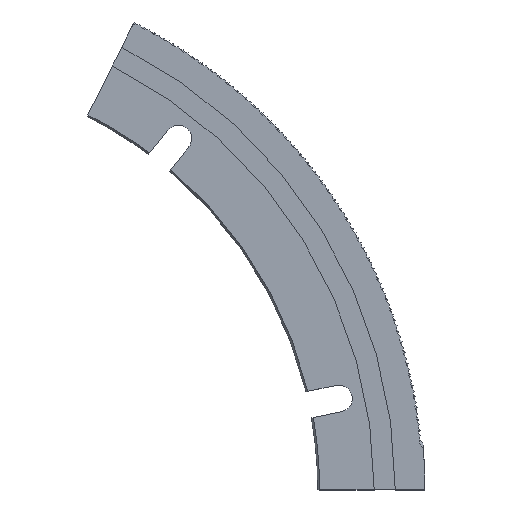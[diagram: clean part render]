
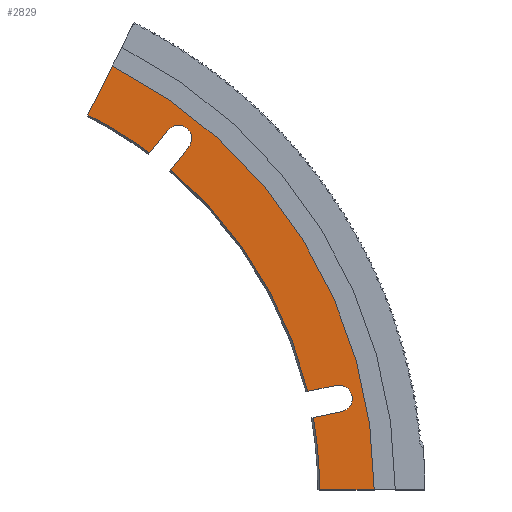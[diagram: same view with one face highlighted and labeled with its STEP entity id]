
A CAD part, top view. The second image highlights one B-rep face of the part: STEP entity #2829.
In plain terms, the highlighted planar face has unit normal (0, 0, 1).
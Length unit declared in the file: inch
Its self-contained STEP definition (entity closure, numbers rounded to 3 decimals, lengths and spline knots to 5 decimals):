
#5 = VERTEX_POINT ( 'NONE', #988 ) ;
#18 = CARTESIAN_POINT ( 'NONE',  ( 7.15865, 1.49209, 0. ) ) ;
#62 = EDGE_CURVE ( 'NONE', #4564, #2719, #5042, .T. ) ;
#79 = DIRECTION ( 'NONE',  ( -0.979, -0.204, 0. ) ) ;
#196 = EDGE_CURVE ( 'NONE', #4395, #4564, #1499, .T. ) ;
#241 = DIRECTION ( 'NONE',  ( 0., 0., 1. ) ) ;
#251 = AXIS2_PLACEMENT_3D ( 'NONE', #5383, #1678, #3016 ) ;
#261 = AXIS2_PLACEMENT_3D ( 'NONE', #18, #5516, #1384 ) ;
#283 = VECTOR ( 'NONE', #501, 39.37008 ) ;
#302 = CARTESIAN_POINT ( 'NONE',  ( 7.15865, 1.49209, 0. ) ) ;
#308 = VERTEX_POINT ( 'NONE', #2401 ) ;
#349 = EDGE_CURVE ( 'NONE', #5, #4668, #357, .T. ) ;
#350 = CIRCLE ( 'NONE', #251, 6.8435 ) ;
#357 = LINE ( 'NONE', #5799, #3906 ) ;
#396 = EDGE_LOOP ( 'NONE', ( #601, #5075, #4313, #5341, #5142, #487, #5664, #1875, #2182, #1249, #4068, #3660, #3474, #5529 ) ) ;
#430 = CARTESIAN_POINT ( 'NONE',  ( 3.46196, 6.91645, 0. ) ) ;
#487 = ORIENTED_EDGE ( 'NONE', *, *, #3483, .F. ) ;
#501 = DIRECTION ( 'NONE',  ( 0.448, 0.894, 0. ) ) ;
#580 = CARTESIAN_POINT ( 'NONE',  ( 4.75724, 5.73365, 0. ) ) ;
#601 = ORIENTED_EDGE ( 'NONE', *, *, #1058, .F. ) ;
#631 = DIRECTION ( 'NONE',  ( 0., 0., -1. ) ) ;
#656 = CIRCLE ( 'NONE', #2604, 0.21875 ) ;
#988 = CARTESIAN_POINT ( 'NONE',  ( 4.71001, 5.59789, 0. ) ) ;
#1058 = EDGE_CURVE ( 'NONE', #5395, #2719, #5649, .T. ) ;
#1107 = DIRECTION ( 'NONE',  ( 0., 0., -1. ) ) ;
#1205 = VERTEX_POINT ( 'NONE', #5391 ) ;
#1249 = ORIENTED_EDGE ( 'NONE', *, *, #2934, .F. ) ;
#1250 = AXIS2_PLACEMENT_3D ( 'NONE', #3420, #2036, #3866 ) ;
#1253 = DIRECTION ( 'NONE',  ( 0., 0., 1. ) ) ;
#1295 = CARTESIAN_POINT ( 'NONE',  ( 0., 0., 0. ) ) ;
#1384 = DIRECTION ( 'NONE',  ( 1., 0., 0. ) ) ;
#1401 = EDGE_CURVE ( 'NONE', #4668, #4343, #350, .T. ) ;
#1402 = CARTESIAN_POINT ( 'NONE',  ( 6.8435, 0., 0. ) ) ;
#1425 = DIRECTION ( 'NONE',  ( -0.979, -0.204, 0. ) ) ;
#1485 = CARTESIAN_POINT ( 'NONE',  ( 0., 0., 0. ) ) ;
#1499 = CIRCLE ( 'NONE', #3617, 6.8435 ) ;
#1518 = AXIS2_PLACEMENT_3D ( 'NONE', #302, #241, #5296 ) ;
#1542 = CIRCLE ( 'NONE', #3091, 6.8435 ) ;
#1560 = CARTESIAN_POINT ( 'NONE',  ( 0., 0., 0. ) ) ;
#1637 = CIRCLE ( 'NONE', #1250, 0.21875 ) ;
#1678 = DIRECTION ( 'NONE',  ( 0., 0., -1. ) ) ;
#1689 = EDGE_CURVE ( 'NONE', #1766, #4757, #2976, .T. ) ;
#1766 = VERTEX_POINT ( 'NONE', #5713 ) ;
#1875 = ORIENTED_EDGE ( 'NONE', *, *, #1401, .T. ) ;
#2036 = DIRECTION ( 'NONE',  ( 0., 0., 1. ) ) ;
#2138 = FACE_OUTER_BOUND ( 'NONE', #396, .T. ) ;
#2182 = ORIENTED_EDGE ( 'NONE', *, *, #5777, .F. ) ;
#2186 = DIRECTION ( 'NONE',  ( 1., 0., 0. ) ) ;
#2271 = VECTOR ( 'NONE', #5590, 39.37008 ) ;
#2333 = LINE ( 'NONE', #2756, #3371 ) ;
#2401 = CARTESIAN_POINT ( 'NONE',  ( 3.06315, 6.11969, 0. ) ) ;
#2424 = DIRECTION ( 'NONE',  ( 0., 0., -1. ) ) ;
#2446 = DIRECTION ( 'NONE',  ( 1., 0., 0. ) ) ;
#2484 = VERTEX_POINT ( 'NONE', #4363 ) ;
#2515 = CARTESIAN_POINT ( 'NONE',  ( 0., 0., 0. ) ) ;
#2571 = DIRECTION ( 'NONE',  ( 1., 0., 0. ) ) ;
#2604 = AXIS2_PLACEMENT_3D ( 'NONE', #4825, #5791, #2571 ) ;
#2719 = VERTEX_POINT ( 'NONE', #4718 ) ;
#2737 = LINE ( 'NONE', #4104, #5195 ) ;
#2756 = CARTESIAN_POINT ( 'NONE',  ( 7.20329, 1.27794, 0. ) ) ;
#2829 = ADVANCED_FACE ( 'NONE', ( #2138 ), #5431, .T. ) ;
#2934 = EDGE_CURVE ( 'NONE', #4757, #1205, #5951, .T. ) ;
#2962 = VERTEX_POINT ( 'NONE', #5543 ) ;
#2976 = CIRCLE ( 'NONE', #1518, 0.21875 ) ;
#3016 = DIRECTION ( 'NONE',  ( 1., 0., 0. ) ) ;
#3078 = AXIS2_PLACEMENT_3D ( 'NONE', #1295, #1253, #2186 ) ;
#3091 = AXIS2_PLACEMENT_3D ( 'NONE', #1560, #1107, #2446 ) ;
#3315 = DIRECTION ( 'NONE',  ( 1., 0., 0. ) ) ;
#3354 = LINE ( 'NONE', #4641, #283 ) ;
#3371 = VECTOR ( 'NONE', #79, 39.37008 ) ;
#3420 = CARTESIAN_POINT ( 'NONE',  ( 4.53849, 5.73365, 0. ) ) ;
#3474 = ORIENTED_EDGE ( 'NONE', *, *, #196, .T. ) ;
#3483 = EDGE_CURVE ( 'NONE', #5, #5876, #656, .T. ) ;
#3562 = VECTOR ( 'NONE', #5912, 39.37008 ) ;
#3617 = AXIS2_PLACEMENT_3D ( 'NONE', #1485, #631, #4229 ) ;
#3660 = ORIENTED_EDGE ( 'NONE', *, *, #4221, .T. ) ;
#3825 = CARTESIAN_POINT ( 'NONE',  ( 6.65146, 1.60983, 0. ) ) ;
#3866 = DIRECTION ( 'NONE',  ( 1., 0., 0. ) ) ;
#3906 = VECTOR ( 'NONE', #3956, 39.37008 ) ;
#3956 = DIRECTION ( 'NONE',  ( -0.621, -0.784, 0. ) ) ;
#3995 = EDGE_CURVE ( 'NONE', #5876, #2962, #1637, .T. ) ;
#4010 = AXIS2_PLACEMENT_3D ( 'NONE', #2515, #2424, #3315 ) ;
#4067 = EDGE_CURVE ( 'NONE', #2962, #2484, #5824, .T. ) ;
#4068 = ORIENTED_EDGE ( 'NONE', *, *, #1689, .F. ) ;
#4104 = CARTESIAN_POINT ( 'NONE',  ( 7.11402, 1.70624, 0. ) ) ;
#4221 = EDGE_CURVE ( 'NONE', #1766, #4395, #2333, .T. ) ;
#4229 = DIRECTION ( 'NONE',  ( 1., 0., 0. ) ) ;
#4313 = ORIENTED_EDGE ( 'NONE', *, *, #4618, .T. ) ;
#4343 = VERTEX_POINT ( 'NONE', #3825 ) ;
#4363 = CARTESIAN_POINT ( 'NONE',  ( 4.07372, 5.49894, 0. ) ) ;
#4395 = VERTEX_POINT ( 'NONE', #5817 ) ;
#4564 = VERTEX_POINT ( 'NONE', #1402 ) ;
#4618 = EDGE_CURVE ( 'NONE', #308, #2484, #1542, .T. ) ;
#4641 = CARTESIAN_POINT ( 'NONE',  ( 3.04927, 6.09197, 0. ) ) ;
#4668 = VERTEX_POINT ( 'NONE', #5625 ) ;
#4718 = CARTESIAN_POINT ( 'NONE',  ( 7.7345, 0., 0. ) ) ;
#4757 = VERTEX_POINT ( 'NONE', #4938 ) ;
#4825 = CARTESIAN_POINT ( 'NONE',  ( 4.53849, 5.73365, 0. ) ) ;
#4862 = CARTESIAN_POINT ( 'NONE',  ( 4.36697, 5.86942, 0. ) ) ;
#4938 = CARTESIAN_POINT ( 'NONE',  ( 7.3774, 1.49209, 0. ) ) ;
#5042 = LINE ( 'NONE', #5111, #2271 ) ;
#5075 = ORIENTED_EDGE ( 'NONE', *, *, #5265, .F. ) ;
#5111 = CARTESIAN_POINT ( 'NONE',  ( 6.8125, 0., 0. ) ) ;
#5142 = ORIENTED_EDGE ( 'NONE', *, *, #3995, .F. ) ;
#5195 = VECTOR ( 'NONE', #1425, 39.37008 ) ;
#5265 = EDGE_CURVE ( 'NONE', #308, #5395, #3354, .T. ) ;
#5296 = DIRECTION ( 'NONE',  ( 1., 0., 0. ) ) ;
#5341 = ORIENTED_EDGE ( 'NONE', *, *, #4067, .F. ) ;
#5383 = CARTESIAN_POINT ( 'NONE',  ( 0., 0., 0. ) ) ;
#5391 = CARTESIAN_POINT ( 'NONE',  ( 7.11402, 1.70624, 0. ) ) ;
#5395 = VERTEX_POINT ( 'NONE', #430 ) ;
#5431 = PLANE ( 'NONE',  #3078 ) ;
#5516 = DIRECTION ( 'NONE',  ( 0., 0., 1. ) ) ;
#5529 = ORIENTED_EDGE ( 'NONE', *, *, #62, .T. ) ;
#5543 = CARTESIAN_POINT ( 'NONE',  ( 4.36697, 5.86942, 0. ) ) ;
#5590 = DIRECTION ( 'NONE',  ( 1., 0., 0. ) ) ;
#5625 = CARTESIAN_POINT ( 'NONE',  ( 4.41675, 5.22741, 0. ) ) ;
#5649 = CIRCLE ( 'NONE', #4010, 7.7345 ) ;
#5664 = ORIENTED_EDGE ( 'NONE', *, *, #349, .T. ) ;
#5713 = CARTESIAN_POINT ( 'NONE',  ( 7.20329, 1.27794, 0. ) ) ;
#5777 = EDGE_CURVE ( 'NONE', #1205, #4343, #2737, .T. ) ;
#5791 = DIRECTION ( 'NONE',  ( 0., 0., 1. ) ) ;
#5799 = CARTESIAN_POINT ( 'NONE',  ( 4.71001, 5.59789, 0. ) ) ;
#5817 = CARTESIAN_POINT ( 'NONE',  ( 6.74073, 1.18153, 0. ) ) ;
#5824 = LINE ( 'NONE', #4862, #3562 ) ;
#5876 = VERTEX_POINT ( 'NONE', #580 ) ;
#5912 = DIRECTION ( 'NONE',  ( -0.621, -0.784, 0. ) ) ;
#5951 = CIRCLE ( 'NONE', #261, 0.21875 ) ;
